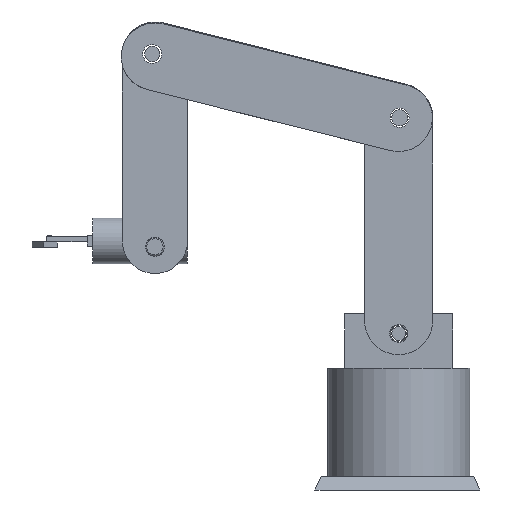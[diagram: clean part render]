
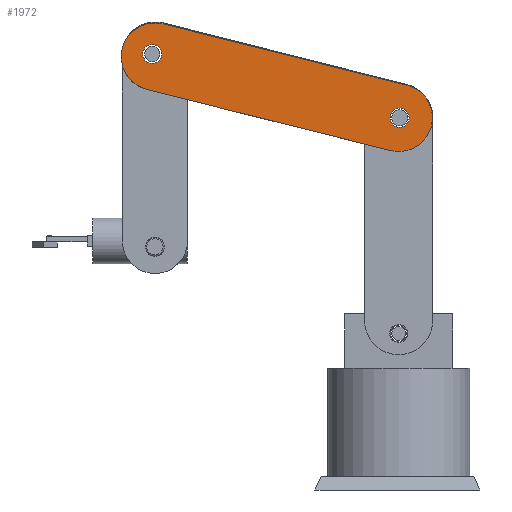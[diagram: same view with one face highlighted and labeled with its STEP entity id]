
A CAD part, front view. The second image highlights one B-rep face of the part: STEP entity #1972.
In plain terms, the highlighted planar face has unit normal (0, -1, 0).
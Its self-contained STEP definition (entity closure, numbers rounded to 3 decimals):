
#51=PLANE('',#2150);
#133=FACE_BOUND('',#313,.T.);
#134=FACE_BOUND('',#314,.T.);
#180=FACE_OUTER_BOUND('',#312,.T.);
#312=EDGE_LOOP('',(#1524,#1525,#1526,#1527));
#313=EDGE_LOOP('',(#1528));
#314=EDGE_LOOP('',(#1529));
#479=LINE('',#3205,#673);
#484=LINE('',#3219,#678);
#673=VECTOR('',#2440,10.);
#678=VECTOR('',#2453,10.);
#825=CIRCLE('',#2097,3.5);
#839=CIRCLE('',#2125,3.5);
#850=CIRCLE('',#2145,12.451);
#852=CIRCLE('',#2149,12.451);
#909=VERTEX_POINT('',#3074);
#935=VERTEX_POINT('',#3152);
#952=VERTEX_POINT('',#3202);
#953=VERTEX_POINT('',#3204);
#955=VERTEX_POINT('',#3210);
#958=VERTEX_POINT('',#3218);
#1096=EDGE_CURVE('',#909,#909,#825,.T.);
#1134=EDGE_CURVE('',#935,#935,#839,.T.);
#1160=EDGE_CURVE('',#953,#952,#479,.T.);
#1163=EDGE_CURVE('',#955,#953,#850,.T.);
#1167=EDGE_CURVE('',#958,#955,#484,.T.);
#1170=EDGE_CURVE('',#952,#958,#852,.T.);
#1524=ORIENTED_EDGE('',*,*,#1170,.T.);
#1525=ORIENTED_EDGE('',*,*,#1167,.T.);
#1526=ORIENTED_EDGE('',*,*,#1163,.T.);
#1527=ORIENTED_EDGE('',*,*,#1160,.T.);
#1528=ORIENTED_EDGE('',*,*,#1096,.T.);
#1529=ORIENTED_EDGE('',*,*,#1134,.T.);
#1972=ADVANCED_FACE('',(#180,#133,#134),#51,.T.);
#2097=AXIS2_PLACEMENT_3D('',#3075,#2308,#2309);
#2125=AXIS2_PLACEMENT_3D('',#3153,#2388,#2389);
#2145=AXIS2_PLACEMENT_3D('',#3211,#2446,#2447);
#2149=AXIS2_PLACEMENT_3D('',#3223,#2459,#2460);
#2150=AXIS2_PLACEMENT_3D('',#3224,#2461,#2462);
#2308=DIRECTION('center_axis',(0.,1.,0.));
#2309=DIRECTION('ref_axis',(1.,0.,0.));
#2388=DIRECTION('center_axis',(0.,1.,0.));
#2389=DIRECTION('ref_axis',(1.,0.,0.));
#2440=DIRECTION('',(0.97,0.,-0.244));
#2446=DIRECTION('center_axis',(0.,-1.,0.));
#2447=DIRECTION('ref_axis',(0.244,0.,0.97));
#2453=DIRECTION('',(-0.97,0.,0.244));
#2459=DIRECTION('center_axis',(0.,-1.,0.));
#2460=DIRECTION('ref_axis',(-0.244,0.,-0.97));
#2461=DIRECTION('center_axis',(0.,-1.,0.));
#2462=DIRECTION('ref_axis',(1.,0.,0.));
#3074=CARTESIAN_POINT('',(-94.5,-20.,161.));
#3075=CARTESIAN_POINT('Origin',(-91.,-20.,161.));
#3152=CARTESIAN_POINT('',(-3.146,-20.,137.396));
#3153=CARTESIAN_POINT('Origin',(0.354,-20.,137.396));
#3202=CARTESIAN_POINT('',(-3.033,-20.,125.32));
#3204=CARTESIAN_POINT('',(-93.033,-20.,147.924));
#3205=CARTESIAN_POINT('',(-93.033,-20.,147.924));
#3210=CARTESIAN_POINT('',(-86.967,-20.,172.076));
#3211=CARTESIAN_POINT('Origin',(-90.,-20.,160.));
#3218=CARTESIAN_POINT('',(3.033,-20.,149.472));
#3219=CARTESIAN_POINT('',(3.033,-20.,149.472));
#3223=CARTESIAN_POINT('Origin',(0.,-20.,137.396));
#3224=CARTESIAN_POINT('Origin',(-45.,-20.,148.698));
